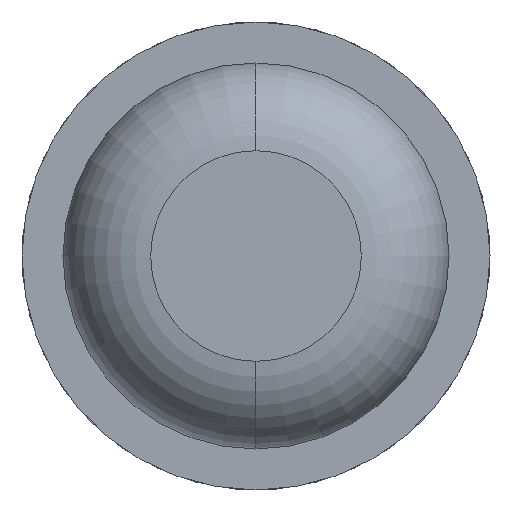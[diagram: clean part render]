
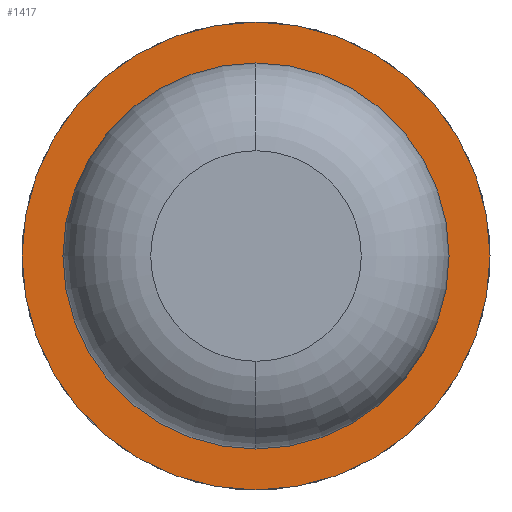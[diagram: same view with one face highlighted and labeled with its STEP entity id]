
A CAD part, front view. The second image highlights one B-rep face of the part: STEP entity #1417.
In plain terms, the highlighted planar face has unit normal (0, -1, 0).
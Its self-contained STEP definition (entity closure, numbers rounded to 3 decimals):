
#238 = VERTEX_POINT ( 'NONE', #1235 ) ;
#284 = EDGE_CURVE ( 'Defeature ausgef�hrt1_4+Defeature ausgef�hrt1_0+Defeature ausgef�hrt1_0+Defeature ausgef�hrt1_0', #238, #1413, #3864, .T. ) ;
#337 = DIRECTION ( 'NONE',  ( -1., 0., 0. ) ) ;
#437 = ORIENTED_EDGE ( 'NONE', *, *, #284, .T. ) ;
#469 = PLANE ( 'NONE',  #1492 ) ;
#511 = CARTESIAN_POINT ( 'NONE',  ( 0., -9., 0. ) ) ;
#600 = AXIS2_PLACEMENT_3D ( 'NONE', #2397, #619, #337 ) ;
#619 = DIRECTION ( 'NONE',  ( 0., 1., 0. ) ) ;
#777 = DIRECTION ( 'NONE',  ( 0., 1., 0. ) ) ;
#814 = FACE_OUTER_BOUND ( 'NONE', #2907, .T. ) ;
#829 = DIRECTION ( 'NONE',  ( -1., 0., 0. ) ) ;
#887 = AXIS2_PLACEMENT_3D ( 'NONE', #511, #2681, #829 ) ;
#899 = EDGE_CURVE ( 'Defeature ausgef�hrt1_5+Defeature ausgef�hrt1_4+Defeature ausgef�hrt1_4+Defeature ausgef�hrt1_4', #1988, #1748, #3541, .T. ) ;
#931 = CIRCLE ( 'NONE', #2056, 1. ) ;
#1017 = DIRECTION ( 'NONE',  ( 0., 1., 0. ) ) ;
#1235 = CARTESIAN_POINT ( 'NONE',  ( 0., -9., -0.825 ) ) ;
#1259 = DIRECTION ( 'NONE',  ( 0., 1., 0. ) ) ;
#1260 = EDGE_LOOP ( 'NONE', ( #2026, #437 ) ) ;
#1413 = VERTEX_POINT ( 'NONE', #3563 ) ;
#1417 = ADVANCED_FACE ( 'Defeature ausgef�hrt1_4', ( #814, #3585 ), #469, .F. ) ;
#1492 = AXIS2_PLACEMENT_3D ( 'NONE', #3260, #777, #3877 ) ;
#1635 = DIRECTION ( 'NONE',  ( -1., 0., 0. ) ) ;
#1748 = VERTEX_POINT ( 'NONE', #3219 ) ;
#1763 = AXIS2_PLACEMENT_3D ( 'NONE', #2544, #1017, #1635 ) ;
#1988 = VERTEX_POINT ( 'NONE', #3338 ) ;
#2026 = ORIENTED_EDGE ( 'NONE', *, *, #3072, .T. ) ;
#2056 = AXIS2_PLACEMENT_3D ( 'NONE', #3679, #1259, #2434 ) ;
#2319 = CIRCLE ( 'NONE', #887, 0.825 ) ;
#2397 = CARTESIAN_POINT ( 'NONE',  ( 0., -9., 0. ) ) ;
#2434 = DIRECTION ( 'NONE',  ( -1., 0., 0. ) ) ;
#2544 = CARTESIAN_POINT ( 'NONE',  ( 0., -9., 0. ) ) ;
#2681 = DIRECTION ( 'NONE',  ( 0., 1., 0. ) ) ;
#2907 = EDGE_LOOP ( 'NONE', ( #3382, #3461 ) ) ;
#3072 = EDGE_CURVE ( 'Defeature ausgef�hrt1_4+Defeature ausgef�hrt1_0+Defeature ausgef�hrt1_0+Defeature ausgef�hrt1_0', #1413, #238, #2319, .T. ) ;
#3200 = EDGE_CURVE ( 'Defeature ausgef�hrt1_5+Defeature ausgef�hrt1_4+Defeature ausgef�hrt1_4+Defeature ausgef�hrt1_4', #1748, #1988, #931, .T. ) ;
#3219 = CARTESIAN_POINT ( 'NONE',  ( 1., -9., 0. ) ) ;
#3260 = CARTESIAN_POINT ( 'NONE',  ( 0.825, -9., 0. ) ) ;
#3338 = CARTESIAN_POINT ( 'NONE',  ( -1., -9., 0. ) ) ;
#3382 = ORIENTED_EDGE ( 'NONE', *, *, #899, .F. ) ;
#3461 = ORIENTED_EDGE ( 'NONE', *, *, #3200, .F. ) ;
#3541 = CIRCLE ( 'NONE', #1763, 1. ) ;
#3563 = CARTESIAN_POINT ( 'NONE',  ( 0., -9., 0.825 ) ) ;
#3585 = FACE_BOUND ( 'NONE', #1260, .T. ) ;
#3679 = CARTESIAN_POINT ( 'NONE',  ( 0., -9., 0. ) ) ;
#3864 = CIRCLE ( 'NONE', #600, 0.825 ) ;
#3877 = DIRECTION ( 'NONE',  ( -1., 0., 0. ) ) ;
